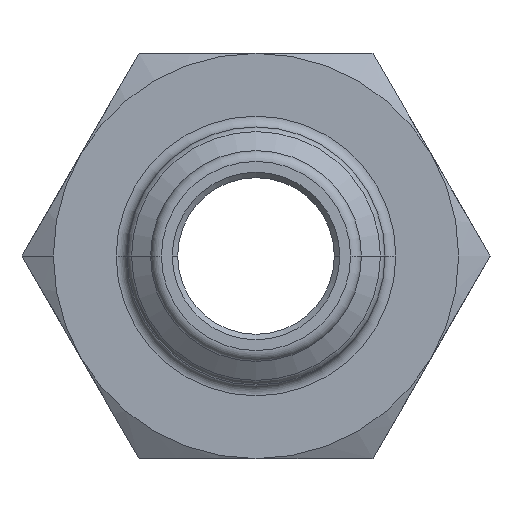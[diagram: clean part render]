
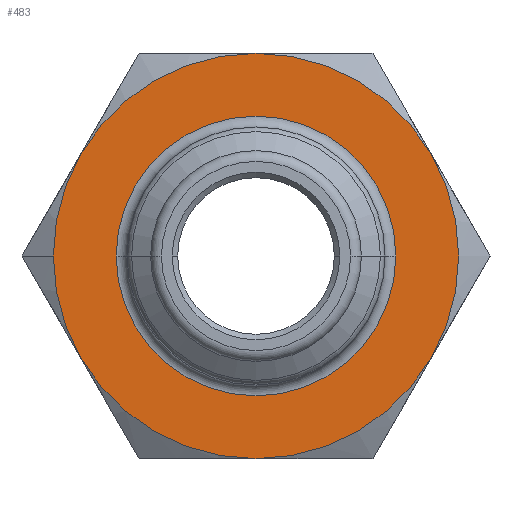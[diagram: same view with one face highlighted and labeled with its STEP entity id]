
A CAD part, left-side view. The second image highlights one B-rep face of the part: STEP entity #483.
In plain terms, the highlighted planar face has unit normal (-1, 0, 0).
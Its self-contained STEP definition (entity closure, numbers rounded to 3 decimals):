
#1 = EDGE_CURVE ( 'NONE', #921, #930, #449, .T. ) ;
#7 = EDGE_CURVE ( 'NONE', #696, #837, #478, .T. ) ;
#17 = EDGE_CURVE ( 'NONE', #673, #696, #462, .T. ) ;
#21 = EDGE_CURVE ( 'NONE', #837, #1006, #444, .T. ) ;
#55 = EDGE_LOOP ( 'NONE', ( #1325, #1310, #1262, #1328, #1261, #1259, #1258 ) ) ;
#115 = CIRCLE ( 'NONE', #1066, 7.5 ) ;
#128 = CIRCLE ( 'NONE', #1071, 7.5 ) ;
#138 = CIRCLE ( 'NONE', #1074, 7.5 ) ;
#156 = CIRCLE ( 'NONE', #1080, 5.175 ) ;
#274 = CIRCLE ( 'NONE', #1100, 5.175 ) ;
#395 = EDGE_LOOP ( 'NONE', ( #1276, #1327 ) ) ;
#416 = FACE_BOUND ( 'NONE', #395, .T. ) ;
#444 = CIRCLE ( 'NONE', #1151, 7.5 ) ;
#449 = CIRCLE ( 'NONE', #1162, 7.5 ) ;
#462 = CIRCLE ( 'NONE', #1153, 7.5 ) ;
#478 = CIRCLE ( 'NONE', #1159, 7.5 ) ;
#480 = FACE_OUTER_BOUND ( 'NONE', #55, .T. ) ;
#483 = ADVANCED_FACE ( 'NONE', ( #416, #480 ), #707, .F. ) ;
#536 = VERTEX_POINT ( 'NONE', #628 ) ;
#578 = CARTESIAN_POINT ( 'NONE',  ( -19.95, -6.495, -3.75 ) ) ;
#579 = CARTESIAN_POINT ( 'NONE',  ( -19.95, 0., -7.5 ) ) ;
#591 = CARTESIAN_POINT ( 'NONE',  ( -19.95, 5.175, 0. ) ) ;
#605 = CARTESIAN_POINT ( 'NONE',  ( -19.95, 6.495, 3.75 ) ) ;
#608 = CARTESIAN_POINT ( 'NONE',  ( -19.95, 6.495, -3.75 ) ) ;
#617 = CARTESIAN_POINT ( 'NONE',  ( -19.95, 0., 7.5 ) ) ;
#622 = CARTESIAN_POINT ( 'NONE',  ( -19.95, -6.495, 3.75 ) ) ;
#628 = CARTESIAN_POINT ( 'NONE',  ( -19.95, -5.175, 0. ) ) ;
#650 = CARTESIAN_POINT ( 'NONE',  ( -19.95, 4.775, 0. ) ) ;
#656 = CARTESIAN_POINT ( 'NONE',  ( -19.95, 7.5, 0. ) ) ;
#662 = DIRECTION ( 'NONE',  ( 1., 0., 0. ) ) ;
#669 = DIRECTION ( 'NONE',  ( 0., -1., 0. ) ) ;
#673 = VERTEX_POINT ( 'NONE', #622 ) ;
#696 = VERTEX_POINT ( 'NONE', #617 ) ;
#699 = CARTESIAN_POINT ( 'NONE',  ( -19.95, 0., 0. ) ) ;
#700 = DIRECTION ( 'NONE',  ( 0., -1., 0. ) ) ;
#701 = DIRECTION ( 'NONE',  ( -1., 0., 0. ) ) ;
#706 = DIRECTION ( 'NONE',  ( 0., 1., 0. ) ) ;
#707 = PLANE ( 'NONE',  #1143 ) ;
#708 = CARTESIAN_POINT ( 'NONE',  ( -19.95, 0., 0. ) ) ;
#726 = CARTESIAN_POINT ( 'NONE',  ( -19.95, 0., 0. ) ) ;
#727 = DIRECTION ( 'NONE',  ( 0., -1., 0. ) ) ;
#728 = DIRECTION ( 'NONE',  ( -1., 0., 0. ) ) ;
#753 = DIRECTION ( 'NONE',  ( 1., 0., 0. ) ) ;
#792 = CARTESIAN_POINT ( 'NONE',  ( -19.95, 0., 0. ) ) ;
#796 = DIRECTION ( 'NONE',  ( 0., 1., 0. ) ) ;
#831 = VERTEX_POINT ( 'NONE', #608 ) ;
#837 = VERTEX_POINT ( 'NONE', #605 ) ;
#844 = DIRECTION ( 'NONE',  ( 0., -1., 0. ) ) ;
#904 = VERTEX_POINT ( 'NONE', #591 ) ;
#921 = VERTEX_POINT ( 'NONE', #579 ) ;
#930 = VERTEX_POINT ( 'NONE', #578 ) ;
#946 = DIRECTION ( 'NONE',  ( -1., 0., 0. ) ) ;
#984 = DIRECTION ( 'NONE',  ( -1., 0., 0. ) ) ;
#1004 = CARTESIAN_POINT ( 'NONE',  ( -19.95, 0., 0. ) ) ;
#1006 = VERTEX_POINT ( 'NONE', #656 ) ;
#1066 = AXIS2_PLACEMENT_3D ( 'NONE', #1616, #1617, #1618 ) ;
#1071 = AXIS2_PLACEMENT_3D ( 'NONE', #1552, #1553, #1554 ) ;
#1074 = AXIS2_PLACEMENT_3D ( 'NONE', #1515, #1517, #1518 ) ;
#1080 = AXIS2_PLACEMENT_3D ( 'NONE', #1470, #1468, #1471 ) ;
#1100 = AXIS2_PLACEMENT_3D ( 'NONE', #792, #753, #796 ) ;
#1143 = AXIS2_PLACEMENT_3D ( 'NONE', #650, #662, #706 ) ;
#1151 = AXIS2_PLACEMENT_3D ( 'NONE', #726, #728, #727 ) ;
#1153 = AXIS2_PLACEMENT_3D ( 'NONE', #699, #701, #700 ) ;
#1159 = AXIS2_PLACEMENT_3D ( 'NONE', #708, #984, #669 ) ;
#1162 = AXIS2_PLACEMENT_3D ( 'NONE', #1004, #946, #844 ) ;
#1176 = EDGE_CURVE ( 'NONE', #536, #904, #274, .T. ) ;
#1258 = ORIENTED_EDGE ( 'NONE', *, *, #1761, .T. ) ;
#1259 = ORIENTED_EDGE ( 'NONE', *, *, #1, .T. ) ;
#1261 = ORIENTED_EDGE ( 'NONE', *, *, #1779, .T. ) ;
#1262 = ORIENTED_EDGE ( 'NONE', *, *, #21, .T. ) ;
#1276 = ORIENTED_EDGE ( 'NONE', *, *, #1749, .T. ) ;
#1310 = ORIENTED_EDGE ( 'NONE', *, *, #7, .T. ) ;
#1325 = ORIENTED_EDGE ( 'NONE', *, *, #17, .T. ) ;
#1327 = ORIENTED_EDGE ( 'NONE', *, *, #1176, .T. ) ;
#1328 = ORIENTED_EDGE ( 'NONE', *, *, #1768, .T. ) ;
#1468 = DIRECTION ( 'NONE',  ( 1., 0., 0. ) ) ;
#1470 = CARTESIAN_POINT ( 'NONE',  ( -19.95, 0., 0. ) ) ;
#1471 = DIRECTION ( 'NONE',  ( 0., 1., 0. ) ) ;
#1515 = CARTESIAN_POINT ( 'NONE',  ( -19.95, 0., 0. ) ) ;
#1517 = DIRECTION ( 'NONE',  ( -1., 0., 0. ) ) ;
#1518 = DIRECTION ( 'NONE',  ( 0., -1., 0. ) ) ;
#1552 = CARTESIAN_POINT ( 'NONE',  ( -19.95, 0., 0. ) ) ;
#1553 = DIRECTION ( 'NONE',  ( -1., 0., 0. ) ) ;
#1554 = DIRECTION ( 'NONE',  ( 0., -1., 0. ) ) ;
#1616 = CARTESIAN_POINT ( 'NONE',  ( -19.95, 0., 0. ) ) ;
#1617 = DIRECTION ( 'NONE',  ( -1., 0., 0. ) ) ;
#1618 = DIRECTION ( 'NONE',  ( 0., -1., 0. ) ) ;
#1749 = EDGE_CURVE ( 'NONE', #904, #536, #156, .T. ) ;
#1761 = EDGE_CURVE ( 'NONE', #930, #673, #138, .T. ) ;
#1768 = EDGE_CURVE ( 'NONE', #1006, #831, #128, .T. ) ;
#1779 = EDGE_CURVE ( 'NONE', #831, #921, #115, .T. ) ;
